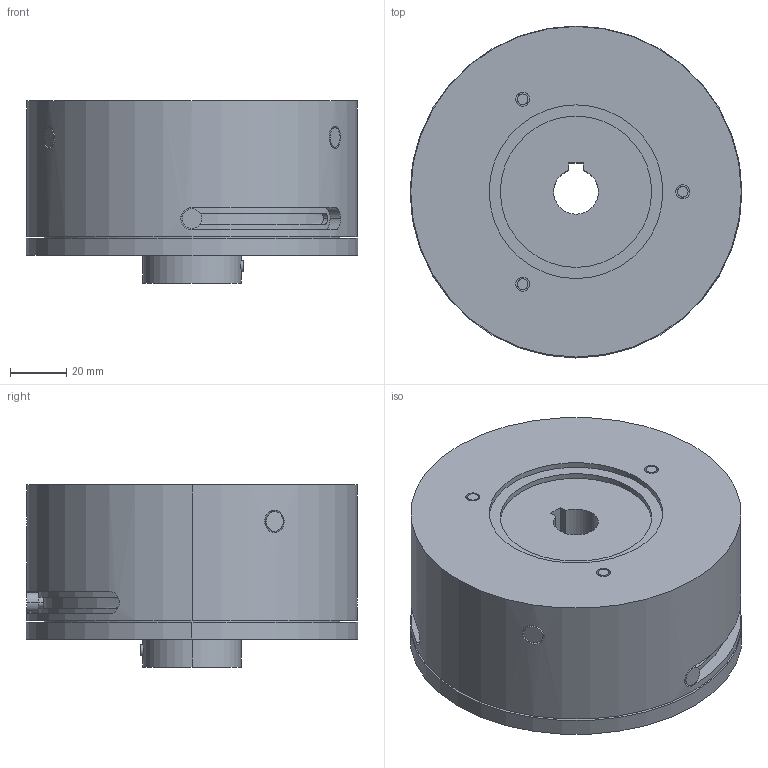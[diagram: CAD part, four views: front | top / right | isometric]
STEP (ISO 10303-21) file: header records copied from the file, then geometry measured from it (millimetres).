
FILE_DESCRIPTION (( 'STEP AP203' ), '1' );
FILE_NAME ('PHT 30D_23621200(１体）.STEP', '2016-03-16T01:02:02', ( ' ' ), ( '' ), 'SwSTEP 2.0', 'SolidWorks 2009', '' );
FILE_SCHEMA (( 'CONFIG_CONTROL_DESIGN' ));
Length unit declared in the file: millimetre
Products named in the file (1): PHT 30D_23621200(１体）
Bounding box: 118.5 x 118.5 x 65 mm (x, y, z)
Volume: 574550.2 mm3; surface area: 57157.2 mm2
Topology: 3 solids, 3 shells, 133 faces, 283 edges, 188 vertices
Faces by surface type: cylinder 87, plane 46
Entity records: 4420 total; most frequent: CARTESIAN_POINT 1391, DIRECTION 649, ORIENTED_EDGE 566, EDGE_CURVE 283, AXIS2_PLACEMENT_3D 274, VERTEX_POINT 188, EDGE_LOOP 167, CIRCLE 140
